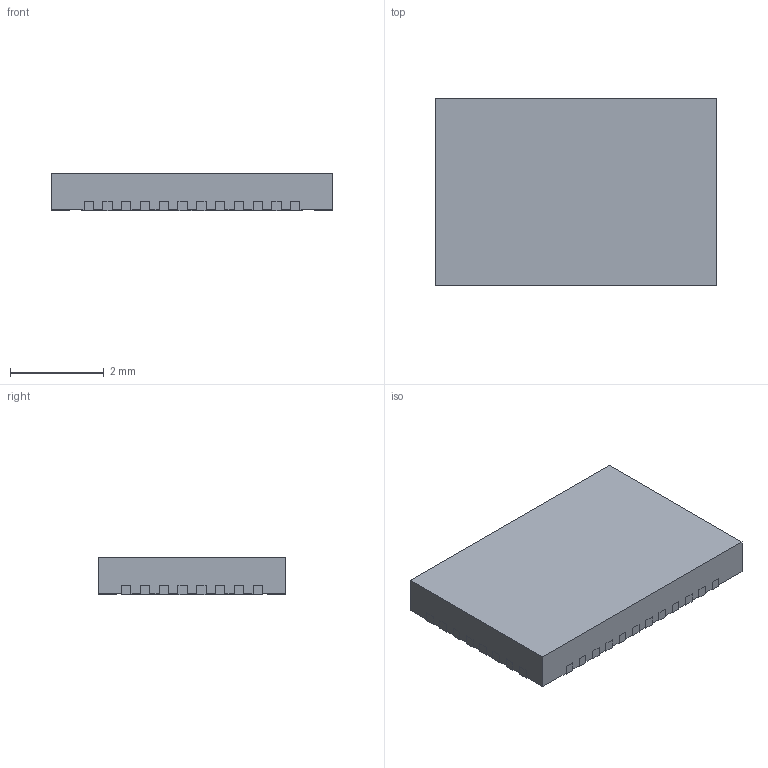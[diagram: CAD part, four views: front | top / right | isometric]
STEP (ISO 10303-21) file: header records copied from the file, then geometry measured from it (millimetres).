
FILE_DESCRIPTION((''),'2;1');
FILE_NAME('RNQ0040A_ASM','2015-07-24T',('a0412025'),(''),'PRO/ENGINEER BY PARAMETRIC TECHNOLOGY CORPORATION, 2011490','PRO/ENGINEER BY PARAMETRIC TECHNOLOGY CORPORATION, 2011490','');
FILE_SCHEMA(('AUTOMOTIVE_DESIGN_CC2 { 1 2 10303 214 -1 1 5 2 }'));
Length unit declared in the file: millimetre
Products named in the file (4): BODY-QFN; FRAME-RNQ0040A; PIN1-ID; RNQ0040A_ASM
Assembly tree (3 placements, depth 2):
  RNQ0040A_ASM
    BODY-QFN
    FRAME-RNQ0040A
    PIN1-ID
Bounding box: 6 x 4 x 0.8 mm (x, y, z)
Volume: 19 mm3; surface area: 120.6 mm2
Topology: 42 solids, 42 shells, 445 faces, 1074 edges, 716 vertices
Faces by surface type: plane 365, cylinder 80
Entity records: 16710 total; most frequent: CARTESIAN_POINT 2242, ORIENTED_EDGE 2148, DIRECTION 2138, PRESENTATION_STYLE_ASSIGNMENT 1158, STYLED_ITEM 1116, CURVE_STYLE 1074, EDGE_CURVE 1074, VECTOR 914
